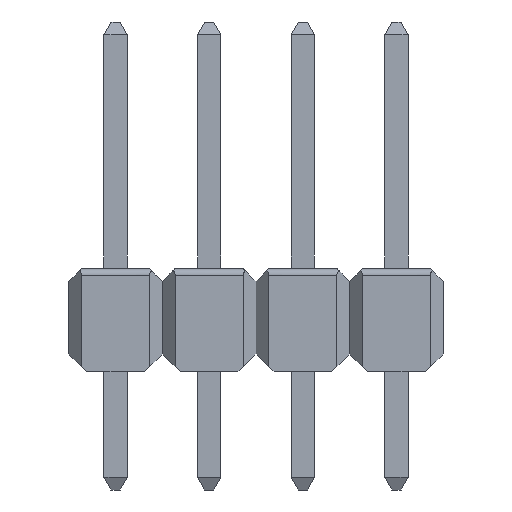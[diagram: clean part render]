
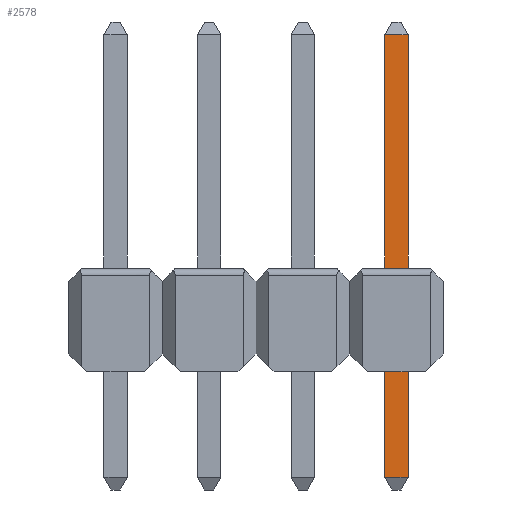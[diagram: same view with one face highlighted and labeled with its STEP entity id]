
A CAD part, front view. The second image highlights one B-rep face of the part: STEP entity #2578.
In plain terms, the highlighted planar face has unit normal (0, -1, 0).
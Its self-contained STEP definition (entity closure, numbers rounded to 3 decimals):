
#108=FACE_OUTER_BOUND('',#254,.T.);
#254=EDGE_LOOP('',(#1793,#1794,#1795,#1796));
#413=LINE('',#3665,#757);
#431=LINE('',#3700,#775);
#434=LINE('',#3705,#778);
#436=LINE('',#3709,#780);
#757=VECTOR('',#2958,10.);
#775=VECTOR('',#2990,10.);
#778=VECTOR('',#2997,10.);
#780=VECTOR('',#3003,10.);
#1089=VERTEX_POINT('',#3663);
#1090=VERTEX_POINT('',#3664);
#1095=VERTEX_POINT('',#3682);
#1100=VERTEX_POINT('',#3696);
#1341=EDGE_CURVE('',#1089,#1090,#413,.T.);
#1359=EDGE_CURVE('',#1095,#1100,#431,.T.);
#1362=EDGE_CURVE('',#1090,#1095,#434,.T.);
#1364=EDGE_CURVE('',#1100,#1089,#436,.T.);
#1793=ORIENTED_EDGE('',*,*,#1362,.F.);
#1794=ORIENTED_EDGE('',*,*,#1341,.F.);
#1795=ORIENTED_EDGE('',*,*,#1364,.F.);
#1796=ORIENTED_EDGE('',*,*,#1359,.F.);
#2440=PLANE('',#2741);
#2578=ADVANCED_FACE('',(#108),#2440,.T.);
#2741=AXIS2_PLACEMENT_3D('',#3710,#3004,#3005);
#2958=DIRECTION('',(-1.,0.,0.));
#2990=DIRECTION('',(1.,0.,0.));
#2997=DIRECTION('',(0.,0.,1.));
#3003=DIRECTION('',(0.,0.,-1.));
#3004=DIRECTION('center_axis',(0.,-1.,0.));
#3005=DIRECTION('ref_axis',(0.,0.,-1.));
#3663=CARTESIAN_POINT('',(7.935,-0.315,-2.86));
#3664=CARTESIAN_POINT('',(7.305,-0.315,-2.86));
#3665=CARTESIAN_POINT('',(7.935,-0.315,-2.86));
#3682=CARTESIAN_POINT('',(7.305,-0.315,9.156));
#3696=CARTESIAN_POINT('',(7.935,-0.315,9.156));
#3700=CARTESIAN_POINT('',(7.305,-0.315,9.156));
#3705=CARTESIAN_POINT('',(7.305,-0.315,-2.86));
#3709=CARTESIAN_POINT('',(7.935,-0.315,9.156));
#3710=CARTESIAN_POINT('Origin',(7.295,-0.315,3.173));
